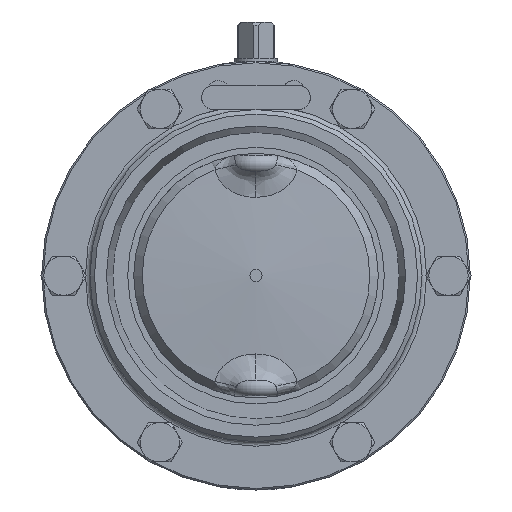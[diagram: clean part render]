
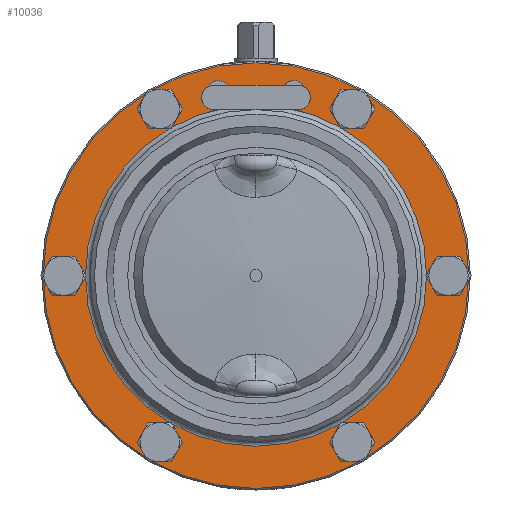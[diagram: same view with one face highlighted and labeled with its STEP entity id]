
A CAD part, left-side view. The second image highlights one B-rep face of the part: STEP entity #10036.
In plain terms, the highlighted planar face has unit normal (-1, 0, 0).
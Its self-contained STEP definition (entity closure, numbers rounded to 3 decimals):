
#186=CARTESIAN_POINT('',(-10.,12.5,57.4));
#187=VERTEX_POINT('',#186);
#188=CARTESIAN_POINT('',(-10.0,12.5,61.));
#189=DIRECTION('',(1.0,0.0,0.0));
#190=DIRECTION('',(0.0,0.0,-1.0));
#191=AXIS2_PLACEMENT_3D('',#188,#189,#190);
#192=CIRCLE('',#191,3.6);
#193=EDGE_CURVE('',#187,#187,#192,.T.);
#223=CARTESIAN_POINT('',(-10.,-12.5,57.4));
#224=VERTEX_POINT('',#223);
#225=CARTESIAN_POINT('',(-10.0,-12.5,61.));
#226=DIRECTION('',(1.0,0.0,0.0));
#227=DIRECTION('',(0.0,0.0,-1.0));
#228=AXIS2_PLACEMENT_3D('',#225,#226,#227);
#229=CIRCLE('',#228,3.6);
#230=EDGE_CURVE('',#224,#224,#229,.T.);
#1607=CARTESIAN_POINT('',(-10.,-60.9,4.936));
#1608=VERTEX_POINT('',#1607);
#1609=CARTESIAN_POINT('',(-10.,-63.75,0.));
#1610=DIRECTION('',(1.,0.0,0.0));
#1611=DIRECTION('',(0.0,0.5,0.866));
#1612=AXIS2_PLACEMENT_3D('',#1609,#1610,#1611);
#1613=CIRCLE('',#1612,5.7);
#1614=EDGE_CURVE('',#1608,#1608,#1613,.T.);
#2485=CARTESIAN_POINT('',(-10.,-34.725,-50.273));
#2486=VERTEX_POINT('',#2485);
#2487=CARTESIAN_POINT('',(-10.,-31.875,-55.209));
#2488=DIRECTION('',(1.0,0.0,0.0));
#2489=DIRECTION('',(0.0,-0.5,0.866));
#2490=AXIS2_PLACEMENT_3D('',#2487,#2488,#2489);
#2491=CIRCLE('',#2490,5.7);
#2492=EDGE_CURVE('',#2486,#2486,#2491,.T.);
#3363=CARTESIAN_POINT('',(-10.,26.175,-55.209));
#3364=VERTEX_POINT('',#3363);
#3365=CARTESIAN_POINT('',(-10.,31.875,-55.209));
#3366=DIRECTION('',(1.0,0.0,0.0));
#3367=DIRECTION('',(0.0,-1.0,0.0));
#3368=AXIS2_PLACEMENT_3D('',#3365,#3366,#3367);
#3369=CIRCLE('',#3368,5.7);
#3370=EDGE_CURVE('',#3364,#3364,#3369,.T.);
#4241=CARTESIAN_POINT('',(-10.,60.9,-4.936));
#4242=VERTEX_POINT('',#4241);
#4243=CARTESIAN_POINT('',(-10.,63.75,0.));
#4244=DIRECTION('',(1.,0.0,0.0));
#4245=DIRECTION('',(0.0,-0.5,-0.866));
#4246=AXIS2_PLACEMENT_3D('',#4243,#4244,#4245);
#4247=CIRCLE('',#4246,5.7);
#4248=EDGE_CURVE('',#4242,#4242,#4247,.T.);
#5119=CARTESIAN_POINT('',(-10.,34.725,50.273));
#5120=VERTEX_POINT('',#5119);
#5121=CARTESIAN_POINT('',(-10.,31.875,55.209));
#5122=DIRECTION('',(1.,0.0,0.0));
#5123=DIRECTION('',(0.0,0.5,-0.866));
#5124=AXIS2_PLACEMENT_3D('',#5121,#5122,#5123);
#5125=CIRCLE('',#5124,5.7);
#5126=EDGE_CURVE('',#5120,#5120,#5125,.T.);
#5997=CARTESIAN_POINT('',(-10.,-26.175,55.209));
#5998=VERTEX_POINT('',#5997);
#5999=CARTESIAN_POINT('',(-10.,-31.875,55.209));
#6000=DIRECTION('',(1.0,0.0,0.0));
#6001=DIRECTION('',(0.0,1.0,0.0));
#6002=AXIS2_PLACEMENT_3D('',#5999,#6000,#6001);
#6003=CIRCLE('',#6002,5.7);
#6004=EDGE_CURVE('',#5998,#5998,#6003,.T.);
#9970=CARTESIAN_POINT('',(-10.,-70.5,0.0));
#9971=VERTEX_POINT('',#9970);
#9972=CARTESIAN_POINT('',(-10.,0.0,0.0));
#9973=DIRECTION('',(-1.0,0.0,0.0));
#9974=DIRECTION('',(0.0,-1.0,0.0));
#9975=AXIS2_PLACEMENT_3D('',#9972,#9973,#9974);
#9976=CIRCLE('',#9975,70.5);
#9977=EDGE_CURVE('',#9971,#9971,#9976,.T.);
#9993=CARTESIAN_POINT('',(-10.,-63.5,0.0));
#9994=DIRECTION('',(-1.0,0.0,0.0));
#9995=DIRECTION('',(0.0,0.0,-1.0));
#9996=AXIS2_PLACEMENT_3D('',#9993,#9994,#9995);
#9997=PLANE('',#9996);
#9998=ORIENTED_EDGE('',*,*,#9977,.T.);
#9999=EDGE_LOOP('',(#9998));
#10000=FACE_OUTER_BOUND('',#9999,.T.);
#10001=ORIENTED_EDGE('',*,*,#1614,.T.);
#10002=EDGE_LOOP('',(#10001));
#10003=FACE_BOUND('',#10002,.T.);
#10004=ORIENTED_EDGE('',*,*,#2492,.T.);
#10005=EDGE_LOOP('',(#10004));
#10006=FACE_BOUND('',#10005,.T.);
#10007=ORIENTED_EDGE('',*,*,#3370,.T.);
#10008=EDGE_LOOP('',(#10007));
#10009=FACE_BOUND('',#10008,.T.);
#10010=ORIENTED_EDGE('',*,*,#4248,.T.);
#10011=EDGE_LOOP('',(#10010));
#10012=FACE_BOUND('',#10011,.T.);
#10013=ORIENTED_EDGE('',*,*,#5126,.T.);
#10014=EDGE_LOOP('',(#10013));
#10015=FACE_BOUND('',#10014,.T.);
#10016=ORIENTED_EDGE('',*,*,#6004,.T.);
#10017=EDGE_LOOP('',(#10016));
#10018=FACE_BOUND('',#10017,.T.);
#10019=ORIENTED_EDGE('',*,*,#193,.T.);
#10020=EDGE_LOOP('',(#10019));
#10021=FACE_BOUND('',#10020,.T.);
#10022=ORIENTED_EDGE('',*,*,#230,.T.);
#10023=EDGE_LOOP('',(#10022));
#10024=FACE_BOUND('',#10023,.T.);
#10025=CARTESIAN_POINT('',(-10.,-56.5,0.0));
#10026=VERTEX_POINT('',#10025);
#10027=CARTESIAN_POINT('',(-10.,0.0,0.0));
#10028=DIRECTION('',(-1.0,0.0,0.0));
#10029=DIRECTION('',(0.0,-1.0,0.0));
#10030=AXIS2_PLACEMENT_3D('',#10027,#10028,#10029);
#10031=CIRCLE('',#10030,56.5);
#10032=EDGE_CURVE('',#10026,#10026,#10031,.T.);
#10033=ORIENTED_EDGE('',*,*,#10032,.F.);
#10034=EDGE_LOOP('',(#10033));
#10035=FACE_BOUND('',#10034,.T.);
#10036=ADVANCED_FACE('',(#10000,#10003,#10006,#10009,#10012,#10015,#10018,#10021,#10024,#10035),#9997,.T.);
